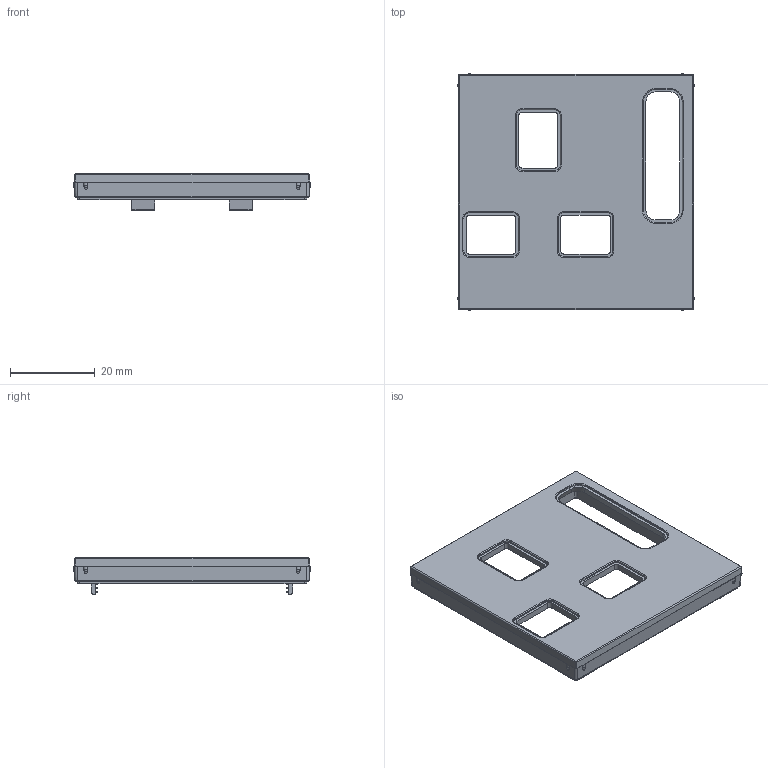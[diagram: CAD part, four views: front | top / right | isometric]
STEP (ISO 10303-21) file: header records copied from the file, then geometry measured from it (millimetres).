
FILE_DESCRIPTION((''),'2;1');
FILE_NAME('WAS7700_GEN_ASM','2025-03-26T08:59:41',('andolfs'),(''),'CREO PARAMETRIC BY PTC INC, 2023154','CREO PARAMETRIC BY PTC INC, 2023154','');
FILE_SCHEMA(('CONFIG_CONTROL_DESIGN','SHAPE_APPEARANCE_LAYERS_GROUPS'));
Length unit declared in the file: millimetre
Products named in the file (3): W4G0177_18; W1A2360_GEN; WAS7700_GEN_ASM
Assembly tree (2 placements, depth 2):
  WAS7700_GEN_ASM
    W4G0177_18
    W1A2360_GEN
Bounding box: 55.9 x 55.9 x 8.7 mm (x, y, z)
Volume: 6458.7 mm3; surface area: 7873.3 mm2
Topology: 1 solids, 1 shells, 882 faces, 2329 edges, 1478 vertices
Faces by surface type: plane 569, cylinder 174, extrusion 87, bspline 20, sphere 12, cone 12, torus 8
Entity records: 37147 total; most frequent: CARTESIAN_POINT 9157, ORIENTED_EDGE 4658, DIRECTION 3824, EDGE_CURVE 2329, VECTOR 1792, LINE 1705, VERTEX_POINT 1478, AXIS2_PLACEMENT_3D 1016
